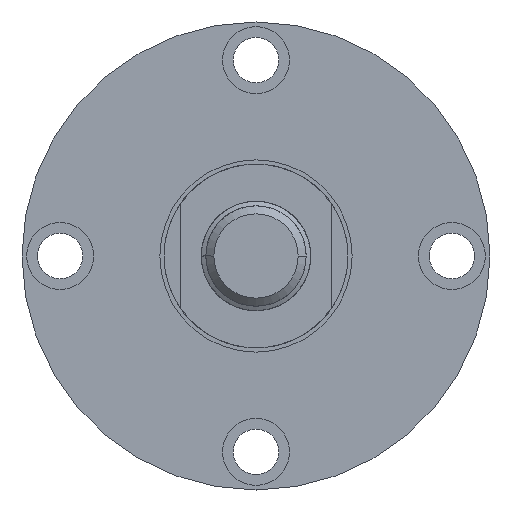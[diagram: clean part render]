
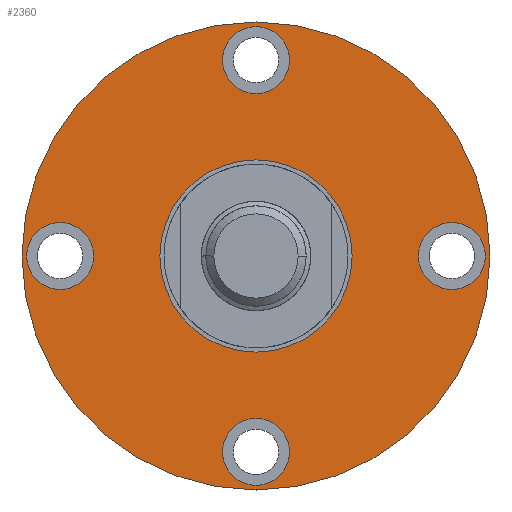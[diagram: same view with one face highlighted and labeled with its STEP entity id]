
A CAD part, front view. The second image highlights one B-rep face of the part: STEP entity #2360.
In plain terms, the highlighted planar face has unit normal (0, -1, 0).
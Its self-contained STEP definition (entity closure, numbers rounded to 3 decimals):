
#4 = CARTESIAN_POINT ( 'NONE',  ( 0., -34.925, -37.211 ) ) ;
#16 = DIRECTION ( 'NONE',  ( -1., 0., 0. ) ) ;
#101 = EDGE_CURVE ( 'NONE', #3548, #2909, #3156, .T. ) ;
#112 = CARTESIAN_POINT ( 'NONE',  ( 44.45, -34.925, 0. ) ) ;
#329 = AXIS2_PLACEMENT_3D ( 'NONE', #1271, #2065, #4678 ) ;
#334 = DIRECTION ( 'NONE',  ( -1., 0., 0. ) ) ;
#424 = CARTESIAN_POINT ( 'NONE',  ( 0., -34.925, -37.211 ) ) ;
#445 = DIRECTION ( 'NONE',  ( -1., 0., 0. ) ) ;
#452 = CARTESIAN_POINT ( 'NONE',  ( -30.861, -34.925, 0. ) ) ;
#468 = DIRECTION ( 'NONE',  ( 0., 1., 0. ) ) ;
#474 = CARTESIAN_POINT ( 'NONE',  ( 0., -34.925, 37.211 ) ) ;
#495 = PLANE ( 'NONE',  #3058 ) ;
#517 = AXIS2_PLACEMENT_3D ( 'NONE', #4238, #468, #4629 ) ;
#681 = FACE_BOUND ( 'NONE', #3749, .T. ) ;
#720 = EDGE_CURVE ( 'NONE', #2270, #1311, #853, .T. ) ;
#737 = ORIENTED_EDGE ( 'NONE', *, *, #1577, .T. ) ;
#778 = CIRCLE ( 'NONE', #329, 6.35 ) ;
#810 = CARTESIAN_POINT ( 'NONE',  ( -6.35, -34.925, 37.211 ) ) ;
#829 = ORIENTED_EDGE ( 'NONE', *, *, #860, .F. ) ;
#853 = CIRCLE ( 'NONE', #2006, 6.35 ) ;
#860 = EDGE_CURVE ( 'NONE', #1311, #2270, #3873, .T. ) ;
#890 = ORIENTED_EDGE ( 'NONE', *, *, #1617, .F. ) ;
#955 = CARTESIAN_POINT ( 'NONE',  ( 0., -34.925, 0. ) ) ;
#980 = CARTESIAN_POINT ( 'NONE',  ( -18.263, -34.925, 0. ) ) ;
#1048 = CIRCLE ( 'NONE', #1622, 18.263 ) ;
#1092 = EDGE_LOOP ( 'NONE', ( #2995, #1592 ) ) ;
#1149 = CARTESIAN_POINT ( 'NONE',  ( 37.211, -34.925, 0. ) ) ;
#1213 = ORIENTED_EDGE ( 'NONE', *, *, #4835, .F. ) ;
#1229 = CARTESIAN_POINT ( 'NONE',  ( 30.861, -34.925, 0. ) ) ;
#1242 = VERTEX_POINT ( 'NONE', #452 ) ;
#1271 = CARTESIAN_POINT ( 'NONE',  ( -37.211, -34.925, 0. ) ) ;
#1277 = DIRECTION ( 'NONE',  ( -1., 0., 0. ) ) ;
#1282 = CARTESIAN_POINT ( 'NONE',  ( 0., -34.925, 0. ) ) ;
#1311 = VERTEX_POINT ( 'NONE', #4554 ) ;
#1318 = FACE_OUTER_BOUND ( 'NONE', #1092, .T. ) ;
#1523 = CARTESIAN_POINT ( 'NONE',  ( 43.561, -34.925, 0. ) ) ;
#1538 = DIRECTION ( 'NONE',  ( 0., -1., 0. ) ) ;
#1576 = CARTESIAN_POINT ( 'NONE',  ( 37.211, -34.925, 0. ) ) ;
#1577 = EDGE_CURVE ( 'NONE', #3755, #4875, #4534, .T. ) ;
#1592 = ORIENTED_EDGE ( 'NONE', *, *, #3041, .T. ) ;
#1601 = AXIS2_PLACEMENT_3D ( 'NONE', #1149, #1538, #16 ) ;
#1617 = EDGE_CURVE ( 'NONE', #1915, #1635, #4640, .T. ) ;
#1622 = AXIS2_PLACEMENT_3D ( 'NONE', #4389, #1710, #4370 ) ;
#1635 = VERTEX_POINT ( 'NONE', #1229 ) ;
#1710 = DIRECTION ( 'NONE',  ( 0., 1., 0. ) ) ;
#1717 = AXIS2_PLACEMENT_3D ( 'NONE', #1576, #2732, #2711 ) ;
#1849 = AXIS2_PLACEMENT_3D ( 'NONE', #424, #4588, #2752 ) ;
#1851 = ORIENTED_EDGE ( 'NONE', *, *, #3768, .F. ) ;
#1863 = EDGE_LOOP ( 'NONE', ( #3085, #890 ) ) ;
#1880 = CARTESIAN_POINT ( 'NONE',  ( -43.561, -34.925, 0. ) ) ;
#1900 = DIRECTION ( 'NONE',  ( 0., -1., 0. ) ) ;
#1915 = VERTEX_POINT ( 'NONE', #1523 ) ;
#1931 = DIRECTION ( 'NONE',  ( -1., 0., 0. ) ) ;
#2006 = AXIS2_PLACEMENT_3D ( 'NONE', #4, #4863, #334 ) ;
#2007 = DIRECTION ( 'NONE',  ( 0., -1., 0. ) ) ;
#2013 = DIRECTION ( 'NONE',  ( -1., 0., 0. ) ) ;
#2065 = DIRECTION ( 'NONE',  ( 0., -1., 0. ) ) ;
#2082 = DIRECTION ( 'NONE',  ( -1., 0., 0. ) ) ;
#2098 = EDGE_CURVE ( 'NONE', #4875, #3755, #1048, .T. ) ;
#2158 = CIRCLE ( 'NONE', #3536, 44.45 ) ;
#2177 = ORIENTED_EDGE ( 'NONE', *, *, #720, .F. ) ;
#2270 = VERTEX_POINT ( 'NONE', #4262 ) ;
#2278 = VERTEX_POINT ( 'NONE', #112 ) ;
#2360 = ADVANCED_FACE ( 'NONE', ( #2672, #3035, #4880, #681, #4758, #1318 ), #495, .T. ) ;
#2471 = EDGE_CURVE ( 'NONE', #1635, #1915, #3205, .T. ) ;
#2645 = AXIS2_PLACEMENT_3D ( 'NONE', #4684, #2007, #1277 ) ;
#2672 = FACE_BOUND ( 'NONE', #1863, .T. ) ;
#2677 = ORIENTED_EDGE ( 'NONE', *, *, #101, .F. ) ;
#2701 = EDGE_LOOP ( 'NONE', ( #1213, #1851 ) ) ;
#2711 = DIRECTION ( 'NONE',  ( -1., 0., 0. ) ) ;
#2732 = DIRECTION ( 'NONE',  ( 0., -1., 0. ) ) ;
#2752 = DIRECTION ( 'NONE',  ( -1., 0., 0. ) ) ;
#2782 = CIRCLE ( 'NONE', #4486, 6.35 ) ;
#2803 = CARTESIAN_POINT ( 'NONE',  ( 18.263, -34.925, 0. ) ) ;
#2821 = AXIS2_PLACEMENT_3D ( 'NONE', #3184, #4315, #4738 ) ;
#2835 = CARTESIAN_POINT ( 'NONE',  ( -44.45, -34.925, 0. ) ) ;
#2853 = DIRECTION ( 'NONE',  ( 0., -1., 0. ) ) ;
#2882 = ORIENTED_EDGE ( 'NONE', *, *, #2098, .T. ) ;
#2909 = VERTEX_POINT ( 'NONE', #810 ) ;
#2957 = CIRCLE ( 'NONE', #2821, 6.35 ) ;
#2995 = ORIENTED_EDGE ( 'NONE', *, *, #3865, .T. ) ;
#3035 = FACE_BOUND ( 'NONE', #4873, .T. ) ;
#3041 = EDGE_CURVE ( 'NONE', #3278, #2278, #4402, .T. ) ;
#3058 = AXIS2_PLACEMENT_3D ( 'NONE', #1282, #3510, #2013 ) ;
#3085 = ORIENTED_EDGE ( 'NONE', *, *, #2471, .F. ) ;
#3156 = CIRCLE ( 'NONE', #3645, 6.35 ) ;
#3184 = CARTESIAN_POINT ( 'NONE',  ( -37.211, -34.925, 0. ) ) ;
#3200 = EDGE_LOOP ( 'NONE', ( #2882, #737 ) ) ;
#3205 = CIRCLE ( 'NONE', #1601, 6.35 ) ;
#3278 = VERTEX_POINT ( 'NONE', #2835 ) ;
#3500 = VERTEX_POINT ( 'NONE', #1880 ) ;
#3510 = DIRECTION ( 'NONE',  ( 0., -1., 0. ) ) ;
#3536 = AXIS2_PLACEMENT_3D ( 'NONE', #955, #2853, #2082 ) ;
#3548 = VERTEX_POINT ( 'NONE', #4239 ) ;
#3645 = AXIS2_PLACEMENT_3D ( 'NONE', #474, #3875, #445 ) ;
#3749 = EDGE_LOOP ( 'NONE', ( #4406, #2677 ) ) ;
#3755 = VERTEX_POINT ( 'NONE', #980 ) ;
#3768 = EDGE_CURVE ( 'NONE', #1242, #3500, #778, .T. ) ;
#3865 = EDGE_CURVE ( 'NONE', #2278, #3278, #2158, .T. ) ;
#3873 = CIRCLE ( 'NONE', #1849, 6.35 ) ;
#3875 = DIRECTION ( 'NONE',  ( 0., -1., 0. ) ) ;
#4238 = CARTESIAN_POINT ( 'NONE',  ( 0., -34.925, 0. ) ) ;
#4239 = CARTESIAN_POINT ( 'NONE',  ( 6.35, -34.925, 37.211 ) ) ;
#4255 = EDGE_CURVE ( 'NONE', #2909, #3548, #2782, .T. ) ;
#4262 = CARTESIAN_POINT ( 'NONE',  ( 6.35, -34.925, -37.211 ) ) ;
#4315 = DIRECTION ( 'NONE',  ( 0., -1., 0. ) ) ;
#4370 = DIRECTION ( 'NONE',  ( -1., 0., 0. ) ) ;
#4389 = CARTESIAN_POINT ( 'NONE',  ( 0., -34.925, 0. ) ) ;
#4402 = CIRCLE ( 'NONE', #2645, 44.45 ) ;
#4406 = ORIENTED_EDGE ( 'NONE', *, *, #4255, .F. ) ;
#4486 = AXIS2_PLACEMENT_3D ( 'NONE', #4564, #1900, #1931 ) ;
#4534 = CIRCLE ( 'NONE', #517, 18.263 ) ;
#4554 = CARTESIAN_POINT ( 'NONE',  ( -6.35, -34.925, -37.211 ) ) ;
#4564 = CARTESIAN_POINT ( 'NONE',  ( 0., -34.925, 37.211 ) ) ;
#4588 = DIRECTION ( 'NONE',  ( 0., -1., 0. ) ) ;
#4629 = DIRECTION ( 'NONE',  ( -1., 0., 0. ) ) ;
#4640 = CIRCLE ( 'NONE', #1717, 6.35 ) ;
#4678 = DIRECTION ( 'NONE',  ( -1., 0., 0. ) ) ;
#4684 = CARTESIAN_POINT ( 'NONE',  ( 0., -34.925, 0. ) ) ;
#4738 = DIRECTION ( 'NONE',  ( -1., 0., 0. ) ) ;
#4758 = FACE_BOUND ( 'NONE', #3200, .T. ) ;
#4835 = EDGE_CURVE ( 'NONE', #3500, #1242, #2957, .T. ) ;
#4863 = DIRECTION ( 'NONE',  ( 0., -1., 0. ) ) ;
#4873 = EDGE_LOOP ( 'NONE', ( #829, #2177 ) ) ;
#4875 = VERTEX_POINT ( 'NONE', #2803 ) ;
#4880 = FACE_BOUND ( 'NONE', #2701, .T. ) ;
